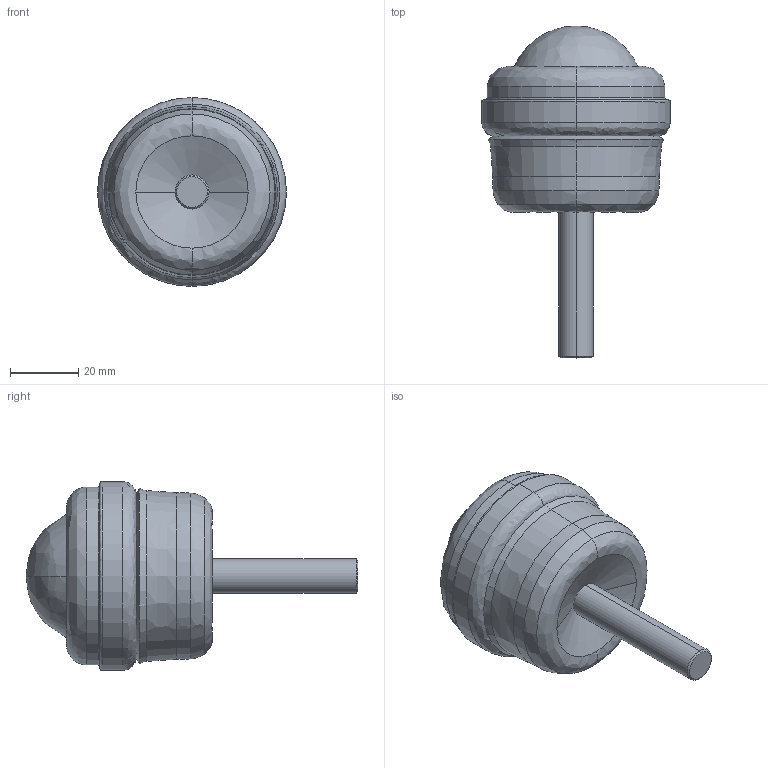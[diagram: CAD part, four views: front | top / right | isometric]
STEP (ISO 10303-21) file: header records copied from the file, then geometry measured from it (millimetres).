
FILE_DESCRIPTION (( 'STEP AP214' ), '1' );
FILE_NAME ('0014739.step', '2020-11-23T12:26:04', ( '' ), ( '' ), 'SwSTEP 2.0', 'SolidWorks 2018', '' );
FILE_SCHEMA (( 'AUTOMOTIVE_DESIGN' ));
Length unit declared in the file: millimetre
Products named in the file (1): 0014739
Bounding box: 55.5 x 97.6 x 55.5 mm (x, y, z)
Volume: 95404.7 mm3; surface area: 12759.4 mm2
Topology: 1 solids, 1 shells, 35 faces, 75 edges, 44 vertices
Faces by surface type: bspline 20, cylinder 6, cone 6, plane 3
Entity records: 1691 total; most frequent: CARTESIAN_POINT 569, DIRECTION 154, ORIENTED_EDGE 150, EDGE_CURVE 75, AXIS2_PLACEMENT_3D 71, CIRCLE 55, VERTEX_POINT 44, UNCERTAINTY_MEASURE_WITH_UNIT 38
